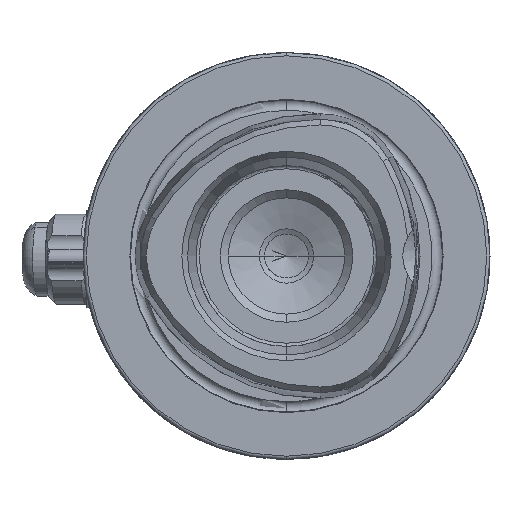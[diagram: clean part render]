
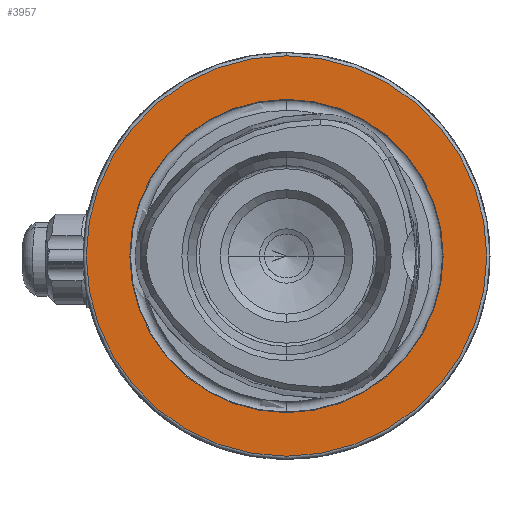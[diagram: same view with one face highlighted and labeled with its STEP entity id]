
A CAD part, left-side view. The second image highlights one B-rep face of the part: STEP entity #3957.
In plain terms, the highlighted planar face has unit normal (-1, 0, 0).
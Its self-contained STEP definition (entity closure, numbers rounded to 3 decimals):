
#965 = AXIS2_PLACEMENT_3D ( 'NONE', #9449, #9403, #9345 ) ;
#1314 = DIRECTION ( 'NONE',  ( 0., 0., 1. ) ) ;
#1419 = DIRECTION ( 'NONE',  ( -1., 0., 0. ) ) ;
#1435 = CARTESIAN_POINT ( 'NONE',  ( 0., 0., 0. ) ) ;
#1668 = AXIS2_PLACEMENT_3D ( 'NONE', #6347, #16706, #7816 ) ;
#1793 = CARTESIAN_POINT ( 'NONE',  ( 0., 0., -24.25 ) ) ;
#2639 = ORIENTED_EDGE ( 'NONE', *, *, #13681, .F. ) ;
#2704 = ORIENTED_EDGE ( 'NONE', *, *, #9901, .F. ) ;
#3058 = AXIS2_PLACEMENT_3D ( 'NONE', #1435, #1419, #1314 ) ;
#3876 = CARTESIAN_POINT ( 'NONE',  ( 0., 0., 0. ) ) ;
#3957 = ADVANCED_FACE ( 'NONE', ( #11647, #4336 ), #12623, .F. ) ;
#4076 = EDGE_CURVE ( 'NONE', #10451, #8819, #6325, .T. ) ;
#4336 = FACE_OUTER_BOUND ( 'NONE', #4832, .T. ) ;
#4832 = EDGE_LOOP ( 'NONE', ( #7137, #4860 ) ) ;
#4860 = ORIENTED_EDGE ( 'NONE', *, *, #4076, .T. ) ;
#5290 = DIRECTION ( 'NONE',  ( 0., 0., 1. ) ) ;
#6325 = CIRCLE ( 'NONE', #3058, 31. ) ;
#6347 = CARTESIAN_POINT ( 'NONE',  ( 0., 0., 0. ) ) ;
#7137 = ORIENTED_EDGE ( 'NONE', *, *, #13308, .T. ) ;
#7816 = DIRECTION ( 'NONE',  ( 0., 0., 1. ) ) ;
#8819 = VERTEX_POINT ( 'NONE', #13739 ) ;
#9345 = DIRECTION ( 'NONE',  ( 0., 0., 1. ) ) ;
#9403 = DIRECTION ( 'NONE',  ( -1., 0., 0. ) ) ;
#9449 = CARTESIAN_POINT ( 'NONE',  ( 0., 0., 0. ) ) ;
#9901 = EDGE_CURVE ( 'NONE', #15995, #13579, #15659, .T. ) ;
#10451 = VERTEX_POINT ( 'NONE', #15853 ) ;
#11190 = EDGE_LOOP ( 'NONE', ( #2704, #2639 ) ) ;
#11647 = FACE_BOUND ( 'NONE', #11190, .T. ) ;
#11806 = CARTESIAN_POINT ( 'NONE',  ( 0., 0., 24.25 ) ) ;
#12623 = PLANE ( 'NONE',  #14234 ) ;
#12964 = DIRECTION ( 'NONE',  ( 1., 0., 0. ) ) ;
#13308 = EDGE_CURVE ( 'NONE', #8819, #10451, #17765, .T. ) ;
#13579 = VERTEX_POINT ( 'NONE', #1793 ) ;
#13681 = EDGE_CURVE ( 'NONE', #13579, #15995, #17984, .T. ) ;
#13739 = CARTESIAN_POINT ( 'NONE',  ( 0., 0., 31. ) ) ;
#14120 = DIRECTION ( 'NONE',  ( -1., 0., 0. ) ) ;
#14234 = AXIS2_PLACEMENT_3D ( 'NONE', #17449, #12964, #18771 ) ;
#15659 = CIRCLE ( 'NONE', #965, 24.25 ) ;
#15853 = CARTESIAN_POINT ( 'NONE',  ( 0., 0., -31. ) ) ;
#15995 = VERTEX_POINT ( 'NONE', #11806 ) ;
#16706 = DIRECTION ( 'NONE',  ( -1., 0., 0. ) ) ;
#17114 = AXIS2_PLACEMENT_3D ( 'NONE', #3876, #14120, #5290 ) ;
#17449 = CARTESIAN_POINT ( 'NONE',  ( 0., 24.25, 0. ) ) ;
#17765 = CIRCLE ( 'NONE', #17114, 31. ) ;
#17984 = CIRCLE ( 'NONE', #1668, 24.25 ) ;
#18771 = DIRECTION ( 'NONE',  ( 0., 0., -1. ) ) ;
